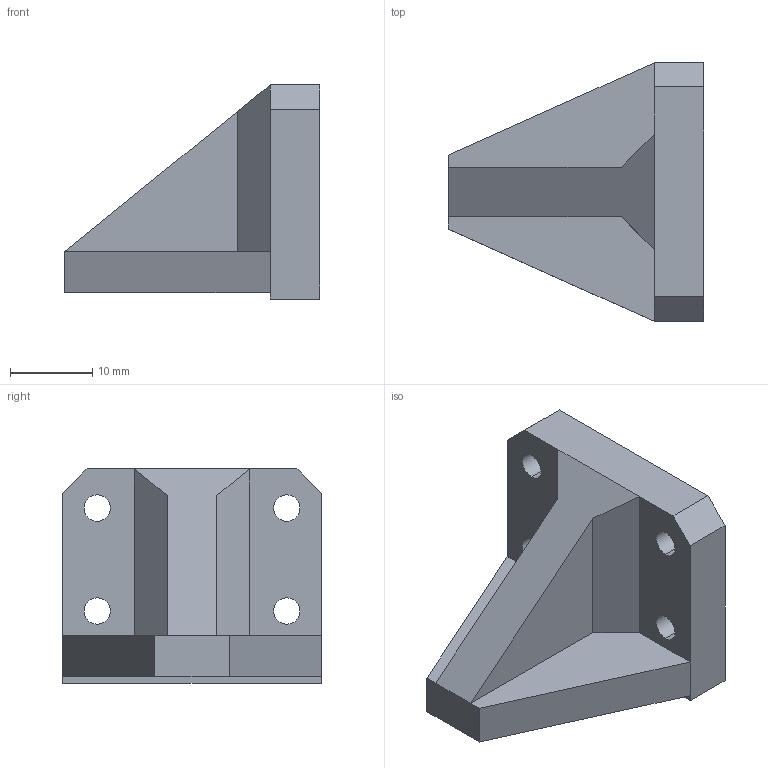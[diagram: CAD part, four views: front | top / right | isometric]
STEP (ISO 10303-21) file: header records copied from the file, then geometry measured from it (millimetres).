
FILE_DESCRIPTION (( 'STEP AP214' ), '1' );
FILE_NAME ('solid_jaws_pinch_foam.STEP', '2025-08-14T07:03:30', ( '' ), ( '' ), 'SwSTEP 2.0', 'SolidWorks 2020', '' );
FILE_SCHEMA (( 'AUTOMOTIVE_DESIGN' ));
Length unit declared in the file: millimetre
Products named in the file (1): solid_jaws_pinch_foam
Bounding box: 31 x 31.4 x 26 mm (x, y, z)
Volume: 9003.6 mm3; surface area: 3964.4 mm2
Topology: 1 solids, 1 shells, 29 faces, 73 edges, 46 vertices
Faces by surface type: plane 21, cylinder 8
Entity records: 931 total; most frequent: DIRECTION 149, CARTESIAN_POINT 149, ORIENTED_EDGE 146, EDGE_CURVE 73, LINE 57, VECTOR 57, AXIS2_PLACEMENT_3D 46, VERTEX_POINT 46
